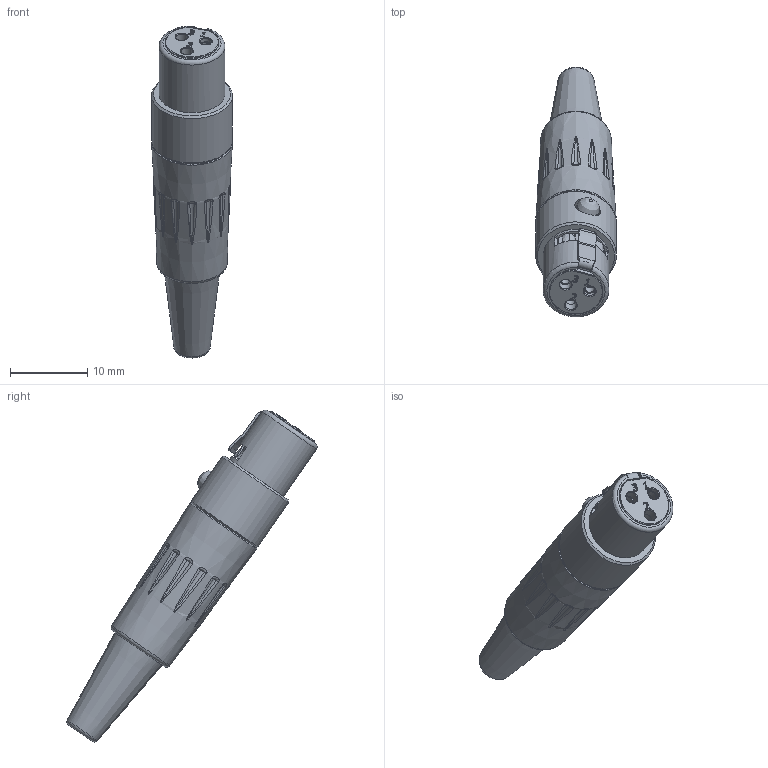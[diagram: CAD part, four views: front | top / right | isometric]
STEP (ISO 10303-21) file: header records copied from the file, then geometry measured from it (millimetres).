
FILE_DESCRIPTION((''),'2;1');
FILE_NAME('AG3F.stp','2017-01-30T10:07:57',('minh'),(''),'Autodesk Inventor 2012','Autodesk Inventor 2012','');
FILE_SCHEMA(('AUTOMOTIVE_DESIGN { 1 0 10303 214 1 1 1 1 }'));
Length unit declared in the file: inch
Products named in the file (1): AG3F_Shrinkwrap_1
Bounding box: 10.49 x 32.46 x 43.05 mm (x, y, z)
Surface area: 2441.4 mm2 (no closed solid volume)
Topology: 0 solids, 12 shells, 130 faces, 614 edges, 473 vertices
Faces by surface type: cylinder 43, bspline 39, plane 34, torus 8, cone 6
Full cylindrical faces by diameter (mm): 1.5 x3, 3 x1, 3.5 x2, 7.9 x1, 8.55 x1, 10.5 x1
Entity records: 13775 total; most frequent: CARTESIAN_POINT 9346, ORIENTED_EDGE 764, DIRECTION 753, EDGE_CURVE 573, VERTEX_POINT 457, AXIS2_PLACEMENT_3D 282, CIRCLE 191, VECTOR 189
